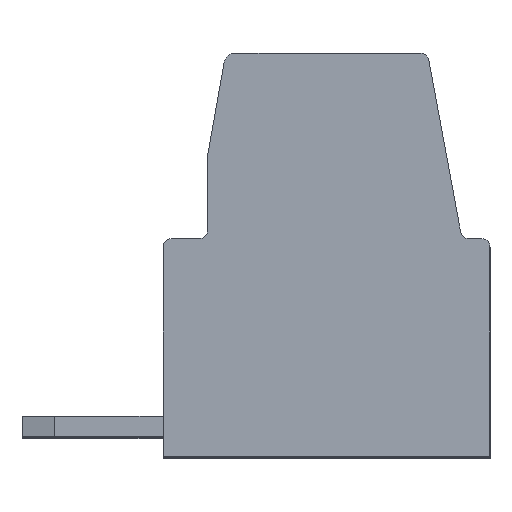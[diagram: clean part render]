
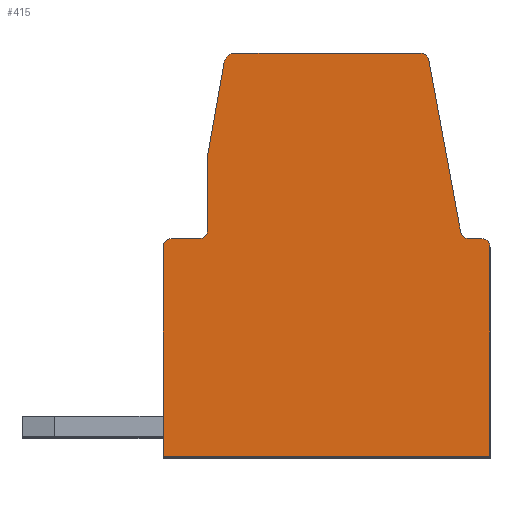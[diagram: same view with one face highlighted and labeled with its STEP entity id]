
A CAD part, top view. The second image highlights one B-rep face of the part: STEP entity #415.
In plain terms, the highlighted planar face has unit normal (0, 0, 1).
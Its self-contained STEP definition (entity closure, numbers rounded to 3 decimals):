
#415 = ADVANCED_FACE( '', ( #897 ), #898, .F. );
#897 = FACE_OUTER_BOUND( '', #1471, .T. );
#898 = PLANE( '', #1472 );
#1471 = EDGE_LOOP( '', ( #2477, #2478, #2479, #2480, #2481, #2482, #2483, #2484, #2485, #2486, #2487, #2488, #2489, #2490, #2491 ) );
#1472 = AXIS2_PLACEMENT_3D( '', #2492, #2493, #2494 );
#2477 = ORIENTED_EDGE( '', *, *, #3979, .T. );
#2478 = ORIENTED_EDGE( '', *, *, #3980, .T. );
#2479 = ORIENTED_EDGE( '', *, *, #3981, .F. );
#2480 = ORIENTED_EDGE( '', *, *, #3822, .T. );
#2481 = ORIENTED_EDGE( '', *, *, #3982, .T. );
#2482 = ORIENTED_EDGE( '', *, *, #3983, .T. );
#2483 = ORIENTED_EDGE( '', *, *, #3984, .T. );
#2484 = ORIENTED_EDGE( '', *, *, #3985, .T. );
#2485 = ORIENTED_EDGE( '', *, *, #3839, .F. );
#2486 = ORIENTED_EDGE( '', *, *, #3781, .T. );
#2487 = ORIENTED_EDGE( '', *, *, #3986, .F. );
#2488 = ORIENTED_EDGE( '', *, *, #3950, .T. );
#2489 = ORIENTED_EDGE( '', *, *, #3987, .T. );
#2490 = ORIENTED_EDGE( '', *, *, #3723, .T. );
#2491 = ORIENTED_EDGE( '', *, *, #3988, .F. );
#2492 = CARTESIAN_POINT( '', ( 1.014, -4.4, 0. ) );
#2493 = DIRECTION( '', ( 0., 0., -1. ) );
#2494 = DIRECTION( '', ( 0., 1., 0. ) );
#3723 = EDGE_CURVE( '', #4523, #4521, #4524, .T. );
#3781 = EDGE_CURVE( '', #4621, #4619, #4622, .T. );
#3822 = EDGE_CURVE( '', #4690, #4688, #4691, .T. );
#3839 = EDGE_CURVE( '', #4621, #4716, #4717, .T. );
#3950 = EDGE_CURVE( '', #4889, #4887, #4890, .T. );
#3979 = EDGE_CURVE( '', #4933, #4934, #4935, .T. );
#3980 = EDGE_CURVE( '', #4934, #4936, #4937, .T. );
#3981 = EDGE_CURVE( '', #4690, #4936, #4938, .T. );
#3982 = EDGE_CURVE( '', #4688, #4939, #4940, .T. );
#3983 = EDGE_CURVE( '', #4939, #4941, #4942, .T. );
#3984 = EDGE_CURVE( '', #4941, #4943, #4944, .T. );
#3985 = EDGE_CURVE( '', #4943, #4716, #4945, .T. );
#3986 = EDGE_CURVE( '', #4889, #4619, #4946, .T. );
#3987 = EDGE_CURVE( '', #4887, #4523, #4947, .T. );
#3988 = EDGE_CURVE( '', #4933, #4521, #4948, .T. );
#4521 = VERTEX_POINT( '', #5649 );
#4523 = VERTEX_POINT( '', #5652 );
#4524 = LINE( '', #5653, #5654 );
#4619 = VERTEX_POINT( '', #5788 );
#4621 = VERTEX_POINT( '', #5791 );
#4622 = LINE( '', #5792, #5793 );
#4688 = VERTEX_POINT( '', #5889 );
#4690 = VERTEX_POINT( '', #5892 );
#4691 = LINE( '', #5893, #5894 );
#4716 = VERTEX_POINT( '', #5930 );
#4717 = CIRCLE( '', #5931, 0.2 );
#4887 = VERTEX_POINT( '', #6184 );
#4889 = VERTEX_POINT( '', #6187 );
#4890 = LINE( '', #6188, #6189 );
#4933 = VERTEX_POINT( '', #6253 );
#4934 = VERTEX_POINT( '', #6254 );
#4935 = LINE( '', #6255, #6256 );
#4936 = VERTEX_POINT( '', #6257 );
#4937 = LINE( '', #6258, #6259 );
#4938 = CIRCLE( '', #6260, 0.2 );
#4939 = VERTEX_POINT( '', #6261 );
#4940 = CIRCLE( '', #6262, 0.2 );
#4941 = VERTEX_POINT( '', #6263 );
#4942 = LINE( '', #6264, #6265 );
#4943 = VERTEX_POINT( '', #6266 );
#4944 = LINE( '', #6267, #6268 );
#4945 = LINE( '', #6269, #6270 );
#4946 = CIRCLE( '', #6271, 0.2 );
#4947 = CIRCLE( '', #6272, 0.2 );
#4948 = CIRCLE( '', #6273, 0.3 );
#5649 = CARTESIAN_POINT( '', ( -6.094, 10., 0. ) );
#5652 = CARTESIAN_POINT( '', ( -1.512, 10., 0. ) );
#5653 = CARTESIAN_POINT( '', ( -16.21, 10., 0. ) );
#5654 = VECTOR( '', #6959, 1000. );
#5788 = CARTESIAN_POINT( '', ( -0.327, 5.4, 0. ) );
#5791 = CARTESIAN_POINT( '', ( 0.004, 5.4, 0. ) );
#5792 = CARTESIAN_POINT( '', ( -16.21, 5.4, 0. ) );
#5793 = VECTOR( '', #7015, 1000. );
#5889 = CARTESIAN_POINT( '', ( -7.696, 5.4, 0. ) );
#5892 = CARTESIAN_POINT( '', ( -6.996, 5.4, 0. ) );
#5893 = CARTESIAN_POINT( '', ( -16.21, 5.4, 0. ) );
#5894 = VECTOR( '', #7050, 1000. );
#5930 = CARTESIAN_POINT( '', ( 0.204, 5.2, 0. ) );
#5931 = AXIS2_PLACEMENT_3D( '', #7065, #7066, #7067 );
#6184 = CARTESIAN_POINT( '', ( -1.316, 9.836, 0. ) );
#6187 = CARTESIAN_POINT( '', ( -0.524, 5.564, 0. ) );
#6188 = CARTESIAN_POINT( '', ( 3.925, -18.438, 0. ) );
#6189 = VECTOR( '', #7176, 1000. );
#6253 = CARTESIAN_POINT( '', ( -6.39, 9.752, 0. ) );
#6254 = CARTESIAN_POINT( '', ( -6.796, 7.448, 0. ) );
#6255 = CARTESIAN_POINT( '', ( -11.36, -18.438, 0. ) );
#6256 = VECTOR( '', #7198, 1000. );
#6257 = CARTESIAN_POINT( '', ( -6.796, 5.6, 0. ) );
#6258 = CARTESIAN_POINT( '', ( -6.796, -18.438, 0. ) );
#6259 = VECTOR( '', #7199, 1000. );
#6260 = AXIS2_PLACEMENT_3D( '', #7200, #7201, #7202 );
#6261 = CARTESIAN_POINT( '', ( -7.896, 5.2, 0. ) );
#6262 = AXIS2_PLACEMENT_3D( '', #7203, #7204, #7205 );
#6263 = CARTESIAN_POINT( '', ( -7.896, 0., 0. ) );
#6264 = CARTESIAN_POINT( '', ( -7.896, -18.438, 0. ) );
#6265 = VECTOR( '', #7206, 1000. );
#6266 = CARTESIAN_POINT( '', ( 0.204, 0., 0. ) );
#6267 = CARTESIAN_POINT( '', ( -16.21, 0., 0. ) );
#6268 = VECTOR( '', #7207, 1000. );
#6269 = CARTESIAN_POINT( '', ( 0.204, -18.438, 0. ) );
#6270 = VECTOR( '', #7208, 1000. );
#6271 = AXIS2_PLACEMENT_3D( '', #7209, #7210, #7211 );
#6272 = AXIS2_PLACEMENT_3D( '', #7212, #7213, #7214 );
#6273 = AXIS2_PLACEMENT_3D( '', #7215, #7216, #7217 );
#6959 = DIRECTION( '', ( -1., 0., 0. ) );
#7015 = DIRECTION( '', ( -1., 0., 0. ) );
#7050 = DIRECTION( '', ( -1., 0., 0. ) );
#7065 = CARTESIAN_POINT( '', ( 0.004, 5.2, 0. ) );
#7066 = DIRECTION( '', ( 0., 0., -1. ) );
#7067 = DIRECTION( '', ( -1., 0., 0. ) );
#7176 = DIRECTION( '', ( -0.182, 0.983, 0. ) );
#7198 = DIRECTION( '', ( -0.174, -0.985, 0. ) );
#7199 = DIRECTION( '', ( 0., -1., 0. ) );
#7200 = CARTESIAN_POINT( '', ( -6.996, 5.6, 0. ) );
#7201 = DIRECTION( '', ( 0., 0., 1. ) );
#7202 = DIRECTION( '', ( 1., 0., 0. ) );
#7203 = CARTESIAN_POINT( '', ( -7.696, 5.2, 0. ) );
#7204 = DIRECTION( '', ( 0., 0., 1. ) );
#7205 = DIRECTION( '', ( 1., 0., 0. ) );
#7206 = DIRECTION( '', ( 0., -1., 0. ) );
#7207 = DIRECTION( '', ( 1., 0., 0. ) );
#7208 = DIRECTION( '', ( 0., 1., 0. ) );
#7209 = CARTESIAN_POINT( '', ( -0.327, 5.6, 0. ) );
#7210 = DIRECTION( '', ( 0., 0., 1. ) );
#7211 = DIRECTION( '', ( 1., 0., 0. ) );
#7212 = CARTESIAN_POINT( '', ( -1.512, 9.8, 0. ) );
#7213 = DIRECTION( '', ( 0., 0., 1. ) );
#7214 = DIRECTION( '', ( 1., 0., 0. ) );
#7215 = CARTESIAN_POINT( '', ( -6.094, 9.7, 0. ) );
#7216 = DIRECTION( '', ( 0., 0., -1. ) );
#7217 = DIRECTION( '', ( -1., 0., 0. ) );
